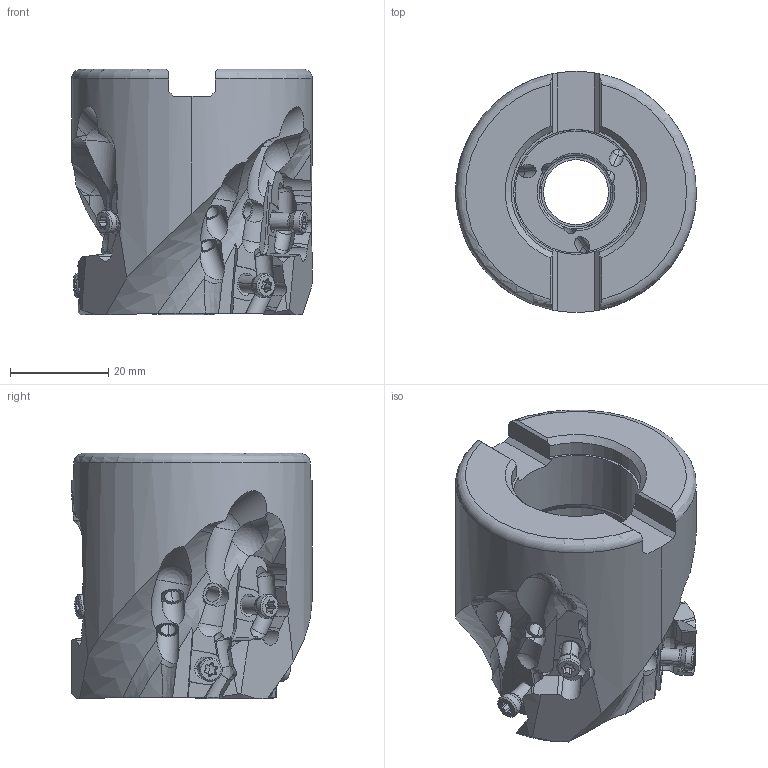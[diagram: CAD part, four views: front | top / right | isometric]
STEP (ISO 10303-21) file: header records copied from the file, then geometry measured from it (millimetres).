
FILE_DESCRIPTION(/* description */ (''),/* implementation_level */ '2;1');
FILE_NAME(/* name */ 'VFX5UR0203CA10.stp',/* time_stamp */ '2017-09-28T11:36:18+09:00',/* author */ (''),/* organization */ (''),/* preprocessor_version */ 'ST-DEVELOPER v16',/* originating_system */ 'SIEMENS PLM Software NX 10.0',/* authorisation */ '');
FILE_SCHEMA (('AUTOMOTIVE_DESIGN { 1 0 10303 214 3 1 1 1 }'));
Length unit declared in the file: millimetre
Products named in the file (1): VFX5UR0203CA10_ASM
Bounding box: 49 x 49 x 50 mm (x, y, z)
Volume: 50908.1 mm3; surface area: 17092.4 mm2
Topology: 7 solids, 7 shells, 683 faces, 2022 edges, 1322 vertices
Faces by surface type: cylinder 278, plane 199, cone 87, sphere 36, bspline 33, torus 29, extrusion 21
Entity records: 32246 total; most frequent: CARTESIAN_POINT 14628, ORIENTED_EDGE 3978, DIRECTION 3330, EDGE_CURVE 1989, AXIS2_PLACEMENT_3D 1341, VERTEX_POINT 1322, EDGE_LOOP 711, B_SPLINE_CURVE_WITH_KNOTS 703
